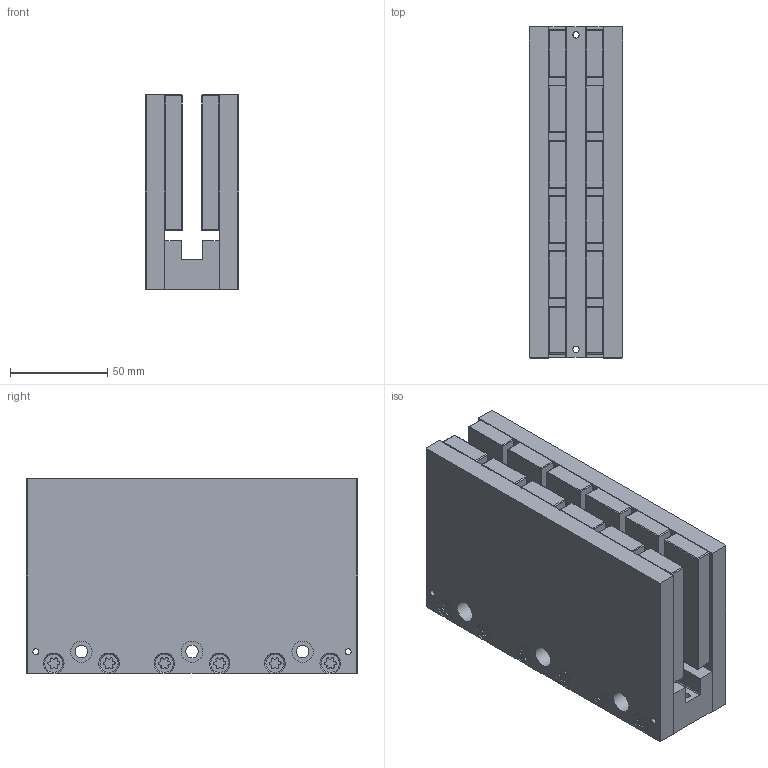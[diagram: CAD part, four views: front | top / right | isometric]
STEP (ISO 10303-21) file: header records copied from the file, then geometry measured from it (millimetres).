
FILE_DESCRIPTION( ( '-' ), '1' );
FILE_NAME( 'Iron Less_UXX 171 mm_MagnetYoke 160607.stp', '20-04-2016', ( 'P.Eikelboom' ), ( 'Technotion' ), 'PSStep 16.0.42', '-', ' ' );
FILE_SCHEMA( ( 'AUTOMOTIVE_DESIGN { 1 0 10303 214 1 1 1 1 }' ) );
Length unit declared in the file: millimetre
Products named in the file (1): 4022 363 71111
Bounding box: 48.1 x 170.92 x 100 mm (x, y, z)
Surface area: 115061.3 mm2 (no closed solid volume)
Topology: 0 solids, 775 shells, 775 faces, 3716 edges, 3608 vertices
Faces by surface type: cylinder 349, plane 284, bspline 96, cone 46
Full cylindrical faces by diameter (mm): 3 x4, 3.1 x2, 3.242 x2, 4.2 x6, 5 x12, 5.5 x12, 6.5 x3, 9.3 x12, 11 x6
Entity records: 44422 total; most frequent: CARTESIAN_POINT 9860, DIRECTION 6548, ORIENTED_EDGE 3560, EDGE_CURVE 3560, VERTEX_POINT 3560, AXIS2_PLACEMENT_3D 2336, LINE 1876, VECTOR 1876
